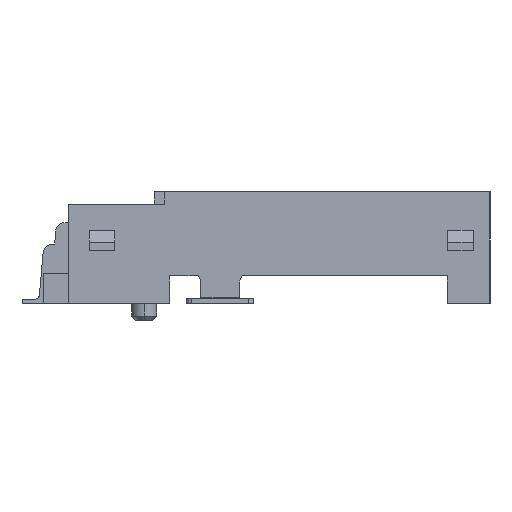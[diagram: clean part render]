
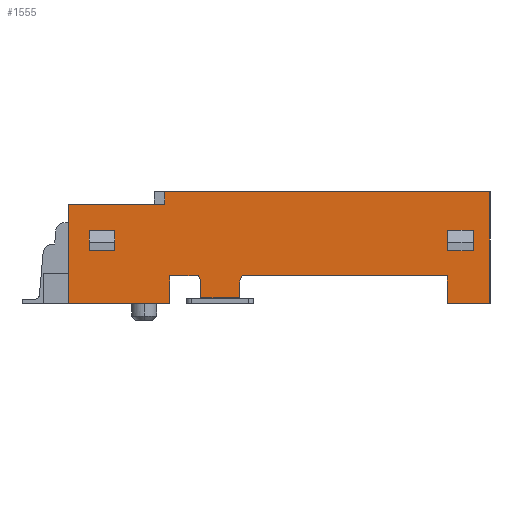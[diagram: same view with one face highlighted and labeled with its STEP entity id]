
A CAD part, left-side view. The second image highlights one B-rep face of the part: STEP entity #1555.
In plain terms, the highlighted planar face has unit normal (-1, 0, 0).
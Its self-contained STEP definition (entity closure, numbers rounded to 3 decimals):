
#134=FACE_BOUND('',#4737,.T.);
#135=FACE_BOUND('',#4738,.T.);
#1555=ADVANCED_FACE('',(#134,#135,#3561),#2422,.T.);
#2422=PLANE('',#23257);
#3561=FACE_OUTER_BOUND('',#4739,.T.);
#4737=EDGE_LOOP('',(#15163,#15164,#15165,#15166));
#4738=EDGE_LOOP('',(#15167,#15168,#15169,#15170));
#4739=EDGE_LOOP('',(#15171,#15172,#15173,#15174,#15175,#15176,#15177,#15178,
#15179,#15180,#15181,#15182,#15183,#15184,#15185,#15186));
#6573=LINE('',#38124,#8495);
#6576=LINE('',#38130,#8498);
#6581=LINE('',#38140,#8503);
#6584=LINE('',#38146,#8506);
#6586=LINE('',#38151,#8508);
#6590=LINE('',#38168,#8512);
#6591=LINE('',#38175,#8513);
#6593=LINE('',#38179,#8515);
#6599=LINE('',#38204,#8521);
#6600=LINE('',#38205,#8522);
#6603=LINE('',#38210,#8525);
#6606=LINE('',#38216,#8528);
#6608=LINE('',#38220,#8530);
#6609=LINE('',#38222,#8531);
#6611=LINE('',#38226,#8533);
#6613=LINE('',#38230,#8535);
#6616=LINE('',#38236,#8538);
#6617=LINE('',#38238,#8539);
#6618=LINE('',#38240,#8540);
#6659=LINE('',#38352,#8581);
#6660=LINE('',#38354,#8582);
#6661=LINE('',#38356,#8583);
#8495=VECTOR('',#27285,1.);
#8498=VECTOR('',#27290,1.);
#8503=VECTOR('',#27297,1.);
#8506=VECTOR('',#27302,1.);
#8508=VECTOR('',#27306,1.);
#8512=VECTOR('',#27314,1.);
#8513=VECTOR('',#27317,1.);
#8515=VECTOR('',#27321,1.);
#8521=VECTOR('',#27331,1.);
#8522=VECTOR('',#27332,1.);
#8525=VECTOR('',#27337,1.);
#8528=VECTOR('',#27342,1.);
#8530=VECTOR('',#27346,1.);
#8531=VECTOR('',#27349,1.);
#8533=VECTOR('',#27353,1.);
#8535=VECTOR('',#27357,1.);
#8538=VECTOR('',#27362,1.);
#8539=VECTOR('',#27365,1.);
#8540=VECTOR('',#27368,1.);
#8581=VECTOR('',#27443,1.);
#8582=VECTOR('',#27446,1.);
#8583=VECTOR('',#27447,1.);
#15163=ORIENTED_EDGE('',*,*,#20682,.T.);
#15164=ORIENTED_EDGE('',*,*,#20683,.T.);
#15165=ORIENTED_EDGE('',*,*,#20677,.T.);
#15166=ORIENTED_EDGE('',*,*,#20679,.T.);
#15167=ORIENTED_EDGE('',*,*,#20674,.T.);
#15168=ORIENTED_EDGE('',*,*,#20675,.T.);
#15169=ORIENTED_EDGE('',*,*,#20669,.T.);
#15170=ORIENTED_EDGE('',*,*,#20672,.T.);
#15171=ORIENTED_EDGE('',*,*,#20658,.T.);
#15172=ORIENTED_EDGE('',*,*,#20665,.T.);
#15173=ORIENTED_EDGE('',*,*,#20633,.T.);
#15174=ORIENTED_EDGE('',*,*,#20636,.T.);
#15175=ORIENTED_EDGE('',*,*,#20731,.T.);
#15176=ORIENTED_EDGE('',*,*,#20732,.T.);
#15177=ORIENTED_EDGE('',*,*,#20733,.T.);
#15178=ORIENTED_EDGE('',*,*,#20684,.T.);
#15179=ORIENTED_EDGE('',*,*,#20641,.T.);
#15180=ORIENTED_EDGE('',*,*,#20644,.T.);
#15181=ORIENTED_EDGE('',*,*,#20646,.T.);
#15182=ORIENTED_EDGE('',*,*,#20666,.T.);
#15183=ORIENTED_EDGE('',*,*,#20649,.T.);
#15184=ORIENTED_EDGE('',*,*,#20652,.T.);
#15185=ORIENTED_EDGE('',*,*,#20654,.T.);
#15186=ORIENTED_EDGE('',*,*,#20656,.T.);
#17361=VERTEX_POINT('',#38122);
#17363=VERTEX_POINT('',#38125);
#17365=VERTEX_POINT('',#38131);
#17367=VERTEX_POINT('',#38137);
#17368=VERTEX_POINT('',#38139);
#17370=VERTEX_POINT('',#38145);
#17372=VERTEX_POINT('',#38150);
#17373=VERTEX_POINT('',#38155);
#17374=VERTEX_POINT('',#38160);
#17375=VERTEX_POINT('',#38167);
#17376=VERTEX_POINT('',#38174);
#17377=VERTEX_POINT('',#38178);
#17378=VERTEX_POINT('',#38182);
#17383=VERTEX_POINT('',#38209);
#17384=VERTEX_POINT('',#38211);
#17385=VERTEX_POINT('',#38215);
#17386=VERTEX_POINT('',#38219);
#17387=VERTEX_POINT('',#38225);
#17388=VERTEX_POINT('',#38227);
#17389=VERTEX_POINT('',#38231);
#17390=VERTEX_POINT('',#38235);
#17391=VERTEX_POINT('',#38241);
#17420=VERTEX_POINT('',#38351);
#17421=VERTEX_POINT('',#38355);
#20633=EDGE_CURVE('',#17363,#17361,#6573,.T.);
#20636=EDGE_CURVE('',#17361,#17365,#6576,.T.);
#20641=EDGE_CURVE('',#17367,#17368,#6581,.T.);
#20644=EDGE_CURVE('',#17368,#17370,#6584,.T.);
#20646=EDGE_CURVE('',#17370,#17372,#6586,.T.);
#20649=EDGE_CURVE('',#17374,#17373,#22113,.T.);
#20652=EDGE_CURVE('',#17373,#17375,#6590,.T.);
#20654=EDGE_CURVE('',#17375,#17376,#6591,.T.);
#20656=EDGE_CURVE('',#17376,#17377,#6593,.T.);
#20658=EDGE_CURVE('',#17377,#17378,#22116,.T.);
#20665=EDGE_CURVE('',#17378,#17363,#6599,.T.);
#20666=EDGE_CURVE('',#17372,#17374,#6600,.T.);
#20669=EDGE_CURVE('',#17384,#17383,#6603,.T.);
#20672=EDGE_CURVE('',#17383,#17385,#6606,.T.);
#20674=EDGE_CURVE('',#17385,#17386,#6608,.T.);
#20675=EDGE_CURVE('',#17386,#17384,#6609,.T.);
#20677=EDGE_CURVE('',#17388,#17387,#6611,.T.);
#20679=EDGE_CURVE('',#17387,#17389,#6613,.T.);
#20682=EDGE_CURVE('',#17389,#17390,#6616,.T.);
#20683=EDGE_CURVE('',#17390,#17388,#6617,.T.);
#20684=EDGE_CURVE('',#17391,#17367,#6618,.T.);
#20731=EDGE_CURVE('',#17365,#17420,#6659,.T.);
#20732=EDGE_CURVE('',#17420,#17421,#6660,.T.);
#20733=EDGE_CURVE('',#17421,#17391,#6661,.T.);
#22113=B_SPLINE_CURVE_WITH_KNOTS('',3,(#38156,#38157,#38158,#38159),.UNSPECIFIED.,
.F.,.F.,(4,4),(0.,1.),.UNSPECIFIED.);
#22116=B_SPLINE_CURVE_WITH_KNOTS('',3,(#38183,#38184,#38185,#38186),.UNSPECIFIED.,
.F.,.F.,(4,4),(0.,1.),.UNSPECIFIED.);
#23257=AXIS2_PLACEMENT_3D('',#38357,#27448,#27449);
#27285=DIRECTION('',(0.,0.,-1.));
#27290=DIRECTION('',(0.,-1.,0.));
#27297=DIRECTION('',(0.,0.,-1.));
#27302=DIRECTION('',(0.,-1.,0.));
#27306=DIRECTION('',(0.,0.,1.));
#27314=DIRECTION('',(0.,0.,-1.));
#27317=DIRECTION('',(0.,-1.,0.));
#27321=DIRECTION('',(0.,0.,1.));
#27331=DIRECTION('',(0.,-1.,0.));
#27332=DIRECTION('',(0.,-1.,0.));
#27337=DIRECTION('',(0.,1.,0.));
#27342=DIRECTION('',(0.,0.,1.));
#27346=DIRECTION('',(0.,-1.,0.));
#27349=DIRECTION('',(0.,0.,-1.));
#27353=DIRECTION('',(0.,1.,0.));
#27357=DIRECTION('',(0.,0.,1.));
#27362=DIRECTION('',(0.,-1.,0.));
#27365=DIRECTION('',(0.,0.,-1.));
#27368=DIRECTION('',(0.,1.,0.));
#27443=DIRECTION('',(0.,0.,1.));
#27446=DIRECTION('',(0.,1.,0.));
#27447=DIRECTION('',(0.,0.,-1.));
#27448=DIRECTION('',(-1.,0.,0.));
#27449=DIRECTION('',(0.,1.,0.));
#38122=CARTESIAN_POINT('',(-113.818,81.802,0.));
#38124=CARTESIAN_POINT('',(-113.818,81.802,3.32));
#38125=CARTESIAN_POINT('',(-113.818,81.802,1.64));
#38130=CARTESIAN_POINT('',(-113.818,91.762,0.));
#38131=CARTESIAN_POINT('',(-113.818,79.262,0.));
#38137=CARTESIAN_POINT('',(-113.818,104.262,5.89));
#38139=CARTESIAN_POINT('',(-113.818,104.262,0.));
#38140=CARTESIAN_POINT('',(-113.818,104.262,3.32));
#38145=CARTESIAN_POINT('',(-113.818,98.262,0.));
#38146=CARTESIAN_POINT('',(-113.818,91.762,0.));
#38150=CARTESIAN_POINT('',(-113.818,98.262,1.64));
#38151=CARTESIAN_POINT('',(-113.818,98.262,3.32));
#38155=CARTESIAN_POINT('',(-113.818,96.412,1.34));
#38156=CARTESIAN_POINT('',(-113.818,96.562,1.64));
#38157=CARTESIAN_POINT('',(-113.818,96.512,1.54));
#38158=CARTESIAN_POINT('',(-113.818,96.462,1.44));
#38159=CARTESIAN_POINT('',(-113.818,96.412,1.34));
#38160=CARTESIAN_POINT('',(-113.818,96.562,1.64));
#38167=CARTESIAN_POINT('',(-113.818,96.412,0.35));
#38168=CARTESIAN_POINT('',(-113.818,96.412,3.32));
#38174=CARTESIAN_POINT('',(-113.818,94.112,0.35));
#38175=CARTESIAN_POINT('',(-113.818,91.762,0.35));
#38178=CARTESIAN_POINT('',(-113.818,94.112,1.34));
#38179=CARTESIAN_POINT('',(-113.818,94.112,3.32));
#38182=CARTESIAN_POINT('',(-113.818,93.962,1.64));
#38183=CARTESIAN_POINT('',(-113.818,94.112,1.34));
#38184=CARTESIAN_POINT('',(-113.818,94.062,1.44));
#38185=CARTESIAN_POINT('',(-113.818,94.012,1.54));
#38186=CARTESIAN_POINT('',(-113.818,93.962,1.64));
#38204=CARTESIAN_POINT('',(-113.818,91.762,1.64));
#38205=CARTESIAN_POINT('',(-113.818,91.762,1.64));
#38209=CARTESIAN_POINT('',(-113.818,81.762,3.14));
#38210=CARTESIAN_POINT('',(-113.818,91.762,3.14));
#38211=CARTESIAN_POINT('',(-113.818,80.262,3.14));
#38215=CARTESIAN_POINT('',(-113.818,81.762,4.34));
#38216=CARTESIAN_POINT('',(-113.818,81.762,3.32));
#38219=CARTESIAN_POINT('',(-113.818,80.262,4.34));
#38220=CARTESIAN_POINT('',(-113.818,91.762,4.34));
#38222=CARTESIAN_POINT('',(-113.818,80.262,3.32));
#38225=CARTESIAN_POINT('',(-113.818,103.012,3.14));
#38226=CARTESIAN_POINT('',(-113.818,91.762,3.14));
#38227=CARTESIAN_POINT('',(-113.818,101.512,3.14));
#38230=CARTESIAN_POINT('',(-113.818,103.012,3.32));
#38231=CARTESIAN_POINT('',(-113.818,103.012,4.34));
#38235=CARTESIAN_POINT('',(-113.818,101.512,4.34));
#38236=CARTESIAN_POINT('',(-113.818,91.762,4.34));
#38238=CARTESIAN_POINT('',(-113.818,101.512,3.32));
#38240=CARTESIAN_POINT('',(-113.818,91.762,5.89));
#38241=CARTESIAN_POINT('',(-113.818,98.562,5.89));
#38351=CARTESIAN_POINT('',(-113.818,79.262,6.64));
#38352=CARTESIAN_POINT('',(-113.818,79.262,3.32));
#38354=CARTESIAN_POINT('',(-113.818,89.212,6.64));
#38355=CARTESIAN_POINT('',(-113.818,98.562,6.64));
#38356=CARTESIAN_POINT('',(-113.818,98.562,6.265));
#38357=CARTESIAN_POINT('',(-113.818,79.262,6.64));
